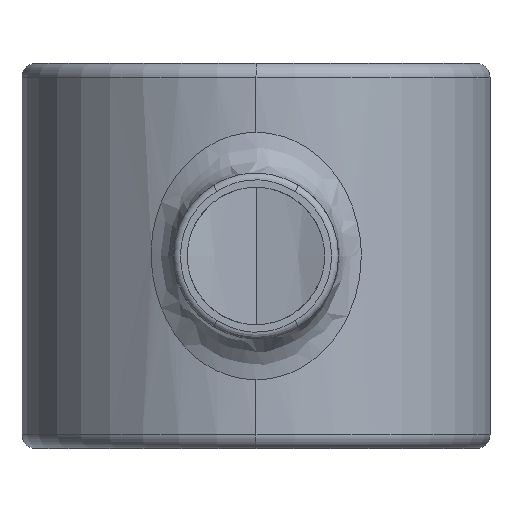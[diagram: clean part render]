
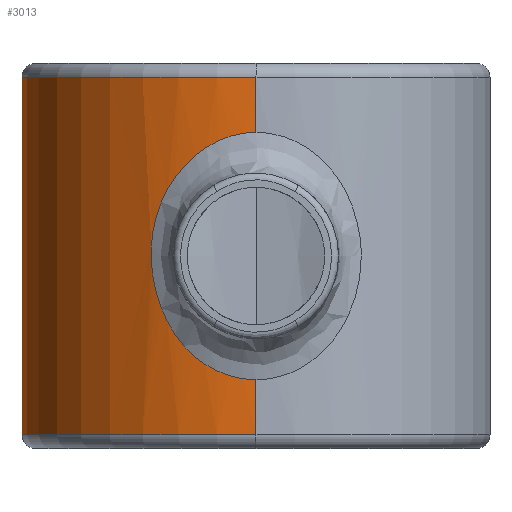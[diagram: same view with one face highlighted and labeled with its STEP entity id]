
A CAD part, left-side view. The second image highlights one B-rep face of the part: STEP entity #3013.
In plain terms, the highlighted cylindrical face has radius 27.051 mm (diameter 54.102 mm), a partial arc.
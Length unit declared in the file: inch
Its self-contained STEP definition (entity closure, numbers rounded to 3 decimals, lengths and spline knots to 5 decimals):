
#444=CARTESIAN_POINT('',(-1.065,0.,0.8125));
#445=VERTEX_POINT('',#444);
#462=CARTESIAN_POINT('',(1.02451,0.29086,0.8125));
#463=VERTEX_POINT('',#462);
#471=CARTESIAN_POINT('',(0.0,0.0,0.8125));
#472=DIRECTION('',(0.0,0.0,1.0));
#473=DIRECTION('',(-1.0,0.0,0.0));
#474=AXIS2_PLACEMENT_3D('',#471,#472,#473);
#475=CIRCLE('',#474,1.065);
#476=EDGE_CURVE('',#463,#445,#475,.T.);
#650=CARTESIAN_POINT('',(-1.065,0.,-0.8125));
#651=VERTEX_POINT('',#650);
#661=CARTESIAN_POINT('',(1.02451,0.29086,-0.8125));
#662=VERTEX_POINT('',#661);
#663=CARTESIAN_POINT('',(0.0,0.0,-0.8125));
#664=DIRECTION('',(0.0,0.0,-1.0));
#665=DIRECTION('',(-1.0,0.0,0.0));
#666=AXIS2_PLACEMENT_3D('',#663,#664,#665);
#667=CIRCLE('',#666,1.065);
#668=EDGE_CURVE('',#651,#662,#667,.T.);
#694=CARTESIAN_POINT('',(-1.065,0.,-0.5625));
#695=VERTEX_POINT('',#694);
#696=CARTESIAN_POINT('',(-1.065,0.,-0.8125));
#697=DIRECTION('',(0.0,0.0,1.0));
#698=VECTOR('',#697,0.25);
#699=LINE('',#696,#698);
#700=EDGE_CURVE('',#651,#695,#699,.T.);
#726=CARTESIAN_POINT('',(-1.065,0.,0.5625));
#727=VERTEX_POINT('',#726);
#728=CARTESIAN_POINT('',(-1.065,0.,0.5625));
#729=DIRECTION('',(0.0,0.,1.0));
#730=VECTOR('',#729,0.25);
#731=LINE('',#728,#730);
#732=EDGE_CURVE('',#727,#445,#731,.T.);
#2935=CARTESIAN_POINT('',(-1.065,0.,-0.5625));
#2936=CARTESIAN_POINT('',(-1.065,0.10142,-0.5625));
#2937=CARTESIAN_POINT('',(-1.0488,0.2027,-0.52257));
#2938=CARTESIAN_POINT('',(-0.98325,0.44104,-0.31749));
#2939=CARTESIAN_POINT('',(-0.93369,0.51684,-0.05085));
#2940=CARTESIAN_POINT('',(-0.99235,0.39269,0.39936));
#2941=CARTESIAN_POINT('',(-1.065,0.20342,0.5625));
#2942=CARTESIAN_POINT('',(-1.065,0.,0.5625));
#2943=B_SPLINE_CURVE_WITH_KNOTS('',3,(#2935,#2936,#2937,#2938,#2939,#2940,#2941,#2942),.UNSPECIFIED.,.F.,.U.,(4,2,2,4),(1.44894,2.0293,3.18394,4.34598),.UNSPECIFIED.);
#2944=EDGE_CURVE('',#727,#695,#2943,.F.);
#2995=CARTESIAN_POINT('',(0.0,0.0,0.0));
#2996=DIRECTION('',(0.0,0.0,1.0));
#2997=DIRECTION('',(-1.0,0.0,0.0));
#2998=AXIS2_PLACEMENT_3D('',#2995,#2996,#2997);
#2999=CYLINDRICAL_SURFACE('',#2998,1.065);
#3000=ORIENTED_EDGE('',*,*,#700,.T.);
#3001=ORIENTED_EDGE('',*,*,#2944,.F.);
#3002=ORIENTED_EDGE('',*,*,#732,.T.);
#3003=ORIENTED_EDGE('',*,*,#476,.F.);
#3004=CARTESIAN_POINT('',(1.02451,0.29086,-0.8125));
#3005=DIRECTION('',(0.0,0.0,1.0));
#3006=VECTOR('',#3005,1.625);
#3007=LINE('',#3004,#3006);
#3008=EDGE_CURVE('',#662,#463,#3007,.T.);
#3009=ORIENTED_EDGE('',*,*,#3008,.F.);
#3010=ORIENTED_EDGE('',*,*,#668,.F.);
#3011=EDGE_LOOP('',(#3000,#3001,#3002,#3003,#3009,#3010));
#3012=FACE_OUTER_BOUND('',#3011,.T.);
#3013=ADVANCED_FACE('',(#3012),#2999,.T.);
